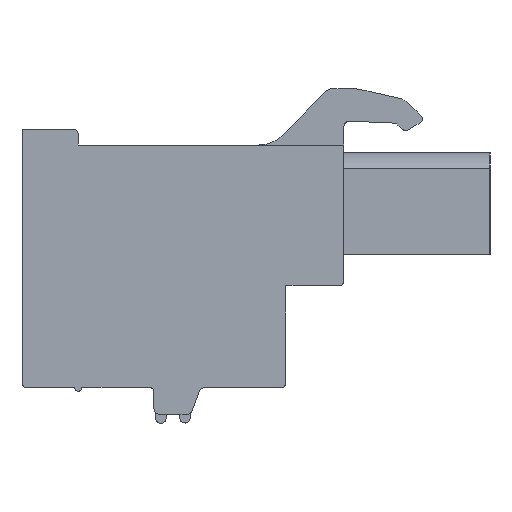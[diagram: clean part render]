
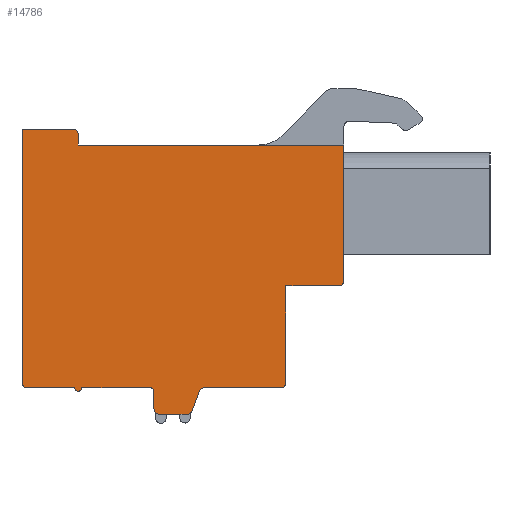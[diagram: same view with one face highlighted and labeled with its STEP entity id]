
A CAD part, left-side view. The second image highlights one B-rep face of the part: STEP entity #14786.
In plain terms, the highlighted planar face has unit normal (-1, 0, 0).
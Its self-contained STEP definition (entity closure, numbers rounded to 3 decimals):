
#102=DIRECTION('',(0.,0.,1.));
#103=VECTOR('',#102,5.5);
#104=CARTESIAN_POINT('',(-92.06,-2.36,-6.54));
#105=LINE('',#104,#103);
#110=CARTESIAN_POINT('',(-92.06,-5.36,-0.74));
#111=DIRECTION('',(1.,0.,0.));
#112=DIRECTION('',(0.,-1.,0.));
#113=AXIS2_PLACEMENT_3D('',#110,#111,#112);
#115=DIRECTION('',(0.,-1.,0.));
#116=VECTOR('',#115,3.);
#117=CARTESIAN_POINT('',(-92.06,-2.36,-1.04));
#118=LINE('',#117,#116);
#119=CARTESIAN_POINT('',(-92.06,-2.06,-6.54));
#120=DIRECTION('',(1.,0.,0.));
#121=DIRECTION('',(0.,-1.,0.));
#122=AXIS2_PLACEMENT_3D('',#119,#120,#121);
#124=DIRECTION('',(0.,1.,0.));
#125=VECTOR('',#124,4.34);
#126=CARTESIAN_POINT('',(-92.06,-2.06,-6.84));
#127=LINE('',#126,#125);
#128=CARTESIAN_POINT('',(-92.06,2.28,-7.14));
#129=DIRECTION('',(-1.,0.,0.));
#130=DIRECTION('',(0.,0.,1.));
#131=AXIS2_PLACEMENT_3D('',#128,#129,#130);
#133=DIRECTION('',(0.,0.345,-0.939));
#134=VECTOR('',#133,1.179);
#135=CARTESIAN_POINT('',(-92.06,2.562,-7.037));
#136=LINE('',#135,#134);
#137=CARTESIAN_POINT('',(-92.06,3.25,-8.04));
#138=DIRECTION('',(1.,0.,0.));
#139=DIRECTION('',(0.,-0.939,-0.345));
#140=AXIS2_PLACEMENT_3D('',#137,#138,#139);
#142=DIRECTION('',(0.,1.,0.));
#143=VECTOR('',#142,1.59);
#144=CARTESIAN_POINT('',(-92.06,3.25,-8.34));
#145=LINE('',#144,#143);
#146=CARTESIAN_POINT('',(-92.06,4.84,-8.04));
#147=DIRECTION('',(1.,0.,0.));
#148=DIRECTION('',(0.,0.,-1.));
#149=AXIS2_PLACEMENT_3D('',#146,#147,#148);
#151=DIRECTION('',(0.,0.,1.));
#152=VECTOR('',#151,1.);
#153=CARTESIAN_POINT('',(-92.06,5.14,-8.04));
#154=LINE('',#153,#152);
#155=CARTESIAN_POINT('',(-92.06,5.34,-7.04));
#156=DIRECTION('',(-1.,0.,0.));
#157=DIRECTION('',(0.,-1.,0.));
#158=AXIS2_PLACEMENT_3D('',#155,#156,#157);
#160=DIRECTION('',(0.,1.,0.));
#161=VECTOR('',#160,3.9);
#162=CARTESIAN_POINT('',(-92.06,5.34,-6.84));
#163=LINE('',#162,#161);
#164=CARTESIAN_POINT('',(-92.06,9.44,-6.84));
#165=DIRECTION('',(1.,0.,0.));
#166=DIRECTION('',(0.,-1.,0.));
#167=AXIS2_PLACEMENT_3D('',#164,#165,#166);
#169=DIRECTION('',(0.,1.,0.));
#170=VECTOR('',#169,2.7);
#171=CARTESIAN_POINT('',(-92.06,9.64,-6.84));
#172=LINE('',#171,#170);
#173=CARTESIAN_POINT('',(-92.06,12.34,-6.54));
#174=DIRECTION('',(1.,0.,0.));
#175=DIRECTION('',(0.,0.,-1.));
#176=AXIS2_PLACEMENT_3D('',#173,#174,#175);
#178=DIRECTION('',(0.,0.,1.));
#179=VECTOR('',#178,14.4);
#180=CARTESIAN_POINT('',(-92.06,12.64,-6.54));
#181=LINE('',#180,#179);
#182=DIRECTION('',(0.,-1.,0.));
#183=VECTOR('',#182,2.9);
#184=CARTESIAN_POINT('',(-92.06,12.64,7.86));
#185=LINE('',#184,#183);
#186=CARTESIAN_POINT('',(-92.06,9.74,7.56));
#187=DIRECTION('',(1.,0.,0.));
#188=DIRECTION('',(0.,0.,1.));
#189=AXIS2_PLACEMENT_3D('',#186,#187,#188);
#191=DIRECTION('',(0.,0.,-1.));
#192=VECTOR('',#191,0.6);
#193=CARTESIAN_POINT('',(-92.06,9.44,7.56));
#194=LINE('',#193,#192);
#195=DIRECTION('',(0.,-1.,0.));
#196=VECTOR('',#195,15.1);
#197=CARTESIAN_POINT('',(-92.06,9.44,6.96));
#198=LINE('',#197,#196);
#4397=DIRECTION('',(0.,0.,1.));
#4398=VECTOR('',#4397,7.7);
#4399=CARTESIAN_POINT('',(-92.06,-5.66,-0.74));
#4400=LINE('',#4399,#4398);
#11185=CARTESIAN_POINT('',(-92.06,9.44,6.96));
#11186=CARTESIAN_POINT('',(-92.06,-5.66,6.96));
#11187=VERTEX_POINT('',#11185);
#11188=VERTEX_POINT('',#11186);
#11189=CARTESIAN_POINT('',(-92.06,-2.36,-6.54));
#11190=CARTESIAN_POINT('',(-92.06,-2.06,-6.84));
#11191=VERTEX_POINT('',#11189);
#11192=VERTEX_POINT('',#11190);
#11193=CARTESIAN_POINT('',(-92.06,2.28,-6.84));
#11194=VERTEX_POINT('',#11193);
#11195=CARTESIAN_POINT('',(-92.06,2.562,-7.037));
#11196=VERTEX_POINT('',#11195);
#11197=CARTESIAN_POINT('',(-92.06,2.968,-8.143));
#11198=VERTEX_POINT('',#11197);
#11199=CARTESIAN_POINT('',(-92.06,3.25,-8.34));
#11200=VERTEX_POINT('',#11199);
#11201=CARTESIAN_POINT('',(-92.06,4.84,-8.34));
#11202=VERTEX_POINT('',#11201);
#11203=CARTESIAN_POINT('',(-92.06,5.14,-8.04));
#11204=VERTEX_POINT('',#11203);
#11205=CARTESIAN_POINT('',(-92.06,5.14,-7.04));
#11206=VERTEX_POINT('',#11205);
#11207=CARTESIAN_POINT('',(-92.06,5.34,-6.84));
#11208=VERTEX_POINT('',#11207);
#11209=CARTESIAN_POINT('',(-92.06,9.24,-6.84));
#11210=VERTEX_POINT('',#11209);
#11211=CARTESIAN_POINT('',(-92.06,9.64,-6.84));
#11212=VERTEX_POINT('',#11211);
#11213=CARTESIAN_POINT('',(-92.06,12.34,-6.84));
#11214=VERTEX_POINT('',#11213);
#11215=CARTESIAN_POINT('',(-92.06,12.64,-6.54));
#11216=VERTEX_POINT('',#11215);
#11217=CARTESIAN_POINT('',(-92.06,12.64,7.86));
#11218=VERTEX_POINT('',#11217);
#11219=CARTESIAN_POINT('',(-92.06,9.74,7.86));
#11220=VERTEX_POINT('',#11219);
#11221=CARTESIAN_POINT('',(-92.06,9.44,7.56));
#11222=VERTEX_POINT('',#11221);
#14569=CARTESIAN_POINT('',(-92.06,-5.66,-0.74));
#14570=VERTEX_POINT('',#14569);
#14571=CARTESIAN_POINT('',(-92.06,-2.36,-1.04));
#14572=VERTEX_POINT('',#14571);
#14573=CARTESIAN_POINT('',(-92.06,-5.36,-1.04));
#14574=VERTEX_POINT('',#14573);
#14738=CARTESIAN_POINT('',(-92.06,0.,0.));
#14739=DIRECTION('',(1.,0.,0.));
#14740=DIRECTION('',(0.,-1.,0.));
#14741=AXIS2_PLACEMENT_3D('',#14738,#14739,#14740);
#14742=PLANE('',#14741);
#14743=ORIENTED_EDGE('',*,*,#14702,.T.);
#14744=ORIENTED_EDGE('',*,*,#14717,.F.);
#14745=ORIENTED_EDGE('',*,*,#14729,.F.);
#14747=ORIENTED_EDGE('',*,*,#14746,.T.);
#14749=ORIENTED_EDGE('',*,*,#14748,.T.);
#14751=ORIENTED_EDGE('',*,*,#14750,.T.);
#14753=ORIENTED_EDGE('',*,*,#14752,.T.);
#14755=ORIENTED_EDGE('',*,*,#14754,.T.);
#14757=ORIENTED_EDGE('',*,*,#14756,.T.);
#14759=ORIENTED_EDGE('',*,*,#14758,.T.);
#14761=ORIENTED_EDGE('',*,*,#14760,.T.);
#14763=ORIENTED_EDGE('',*,*,#14762,.T.);
#14765=ORIENTED_EDGE('',*,*,#14764,.T.);
#14767=ORIENTED_EDGE('',*,*,#14766,.T.);
#14769=ORIENTED_EDGE('',*,*,#14768,.T.);
#14771=ORIENTED_EDGE('',*,*,#14770,.T.);
#14773=ORIENTED_EDGE('',*,*,#14772,.T.);
#14775=ORIENTED_EDGE('',*,*,#14774,.T.);
#14777=ORIENTED_EDGE('',*,*,#14776,.T.);
#14779=ORIENTED_EDGE('',*,*,#14778,.T.);
#14781=ORIENTED_EDGE('',*,*,#14780,.T.);
#14783=ORIENTED_EDGE('',*,*,#14782,.F.);
#14784=EDGE_LOOP('',(#14743,#14744,#14745,#14747,#14749,#14751,#14753,#14755,
#14757,#14759,#14761,#14763,#14765,#14767,#14769,#14771,#14773,#14775,#14777,
#14779,#14781,#14783));
#14785=FACE_OUTER_BOUND('',#14784,.F.);
#14786=ADVANCED_FACE('',(#14785),#14742,.F.);
#114=CIRCLE('',#113,0.3);
#123=CIRCLE('',#122,0.3);
#132=CIRCLE('',#131,0.3);
#141=CIRCLE('',#140,0.3);
#150=CIRCLE('',#149,0.3);
#159=CIRCLE('',#158,0.2);
#168=CIRCLE('',#167,0.2);
#177=CIRCLE('',#176,0.3);
#190=CIRCLE('',#189,0.3);
#14702=EDGE_CURVE('',#14570,#14574,#114,.T.);
#14717=EDGE_CURVE('',#14572,#14574,#118,.T.);
#14729=EDGE_CURVE('',#11191,#14572,#105,.T.);
#14746=EDGE_CURVE('',#11191,#11192,#123,.T.);
#14748=EDGE_CURVE('',#11192,#11194,#127,.T.);
#14750=EDGE_CURVE('',#11194,#11196,#132,.T.);
#14752=EDGE_CURVE('',#11196,#11198,#136,.T.);
#14754=EDGE_CURVE('',#11198,#11200,#141,.T.);
#14756=EDGE_CURVE('',#11200,#11202,#145,.T.);
#14758=EDGE_CURVE('',#11202,#11204,#150,.T.);
#14760=EDGE_CURVE('',#11204,#11206,#154,.T.);
#14762=EDGE_CURVE('',#11206,#11208,#159,.T.);
#14764=EDGE_CURVE('',#11208,#11210,#163,.T.);
#14766=EDGE_CURVE('',#11210,#11212,#168,.T.);
#14768=EDGE_CURVE('',#11212,#11214,#172,.T.);
#14770=EDGE_CURVE('',#11214,#11216,#177,.T.);
#14772=EDGE_CURVE('',#11216,#11218,#181,.T.);
#14774=EDGE_CURVE('',#11218,#11220,#185,.T.);
#14776=EDGE_CURVE('',#11220,#11222,#190,.T.);
#14778=EDGE_CURVE('',#11222,#11187,#194,.T.);
#14780=EDGE_CURVE('',#11187,#11188,#198,.T.);
#14782=EDGE_CURVE('',#14570,#11188,#4400,.T.);
